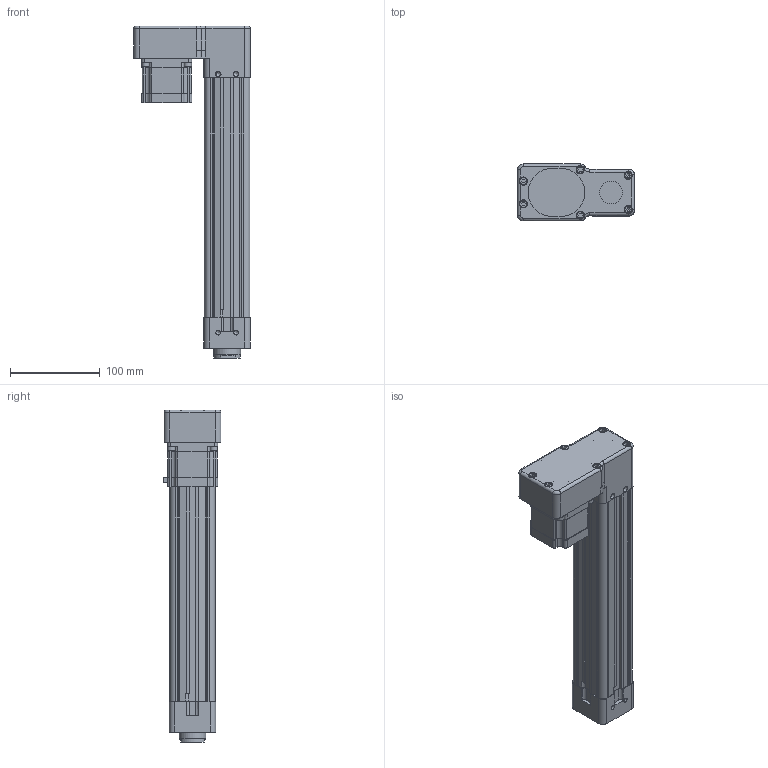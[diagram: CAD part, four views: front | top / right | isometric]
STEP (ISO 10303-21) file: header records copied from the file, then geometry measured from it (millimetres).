
FILE_DESCRIPTION (( 'STEP AP203' ), '1' );
FILE_NAME ('RSA24_BN02_SK8.000_RS-495135-1.step', '2025-08-14T19:32:39', ( '' ), ( '' ), 'SwSTEP 2.0', 'SolidWorks 2024', '' );
FILE_SCHEMA (( 'CONFIG_CONTROL_DESIGN' ));
Length unit declared in the file: inch
Products named in the file (5): tempJoin0_83169035_RSA24_BN02_SK8.000_RS-495135-1; Base_RSA24_BN02_SK8.000_RS-495135-1; RSA24_BN02_SK8.000_RS-495135-1; tempJoin0_11249085_RSA24_BN02_SK8.000_RS-495135-1; 36041777_RSA24_BN02_SK8.000_RS-495135-1
Assembly tree (4 placements, depth 2):
  RSA24_BN02_SK8.000_RS-495135-1
    36041777_RSA24_BN02_SK8.000_RS-495135-1
    tempJoin0_83169035_RSA24_BN02_SK8.000_RS-495135-1
    tempJoin0_11249085_RSA24_BN02_SK8.000_RS-495135-1
    Base_RSA24_BN02_SK8.000_RS-495135-1
Bounding box: 130.18 x 64.69 x 370.31 mm (x, y, z)
Volume: 945034 mm3; surface area: 229914.6 mm2
Topology: 13 solids, 14 shells, 828 faces, 2130 edges, 1385 vertices
Faces by surface type: plane 483, cylinder 266, cone 62, torus 10, sphere 6, bspline 1
Full cylindrical faces by diameter (mm): 1 x6, 2.647 x1, 3.505 x1, 3.797 x4, 4.2 x8, 5 x4, 5.1 x4, 5.105 x4, 5.74 x1, 6.35 x5, 8.5 x14, 9.144 x6, 9.652 x4, 9.921 x1, 17.462 x1, 17.475 x1, 20.244 x1, 21.844 x1, 24.003 x2, 25.4 x1, 29.769 x1, 29.997 x2, 36.449 x1, 38.1 x1, 41.275 x2
Entity records: 24885 total; most frequent: CARTESIAN_POINT 4600, DIRECTION 4198, ORIENTED_EDGE 3884, EDGE_CURVE 1942, AXIS2_PLACEMENT_3D 1485, VERTEX_POINT 1322, LINE 1228, VECTOR 1228
